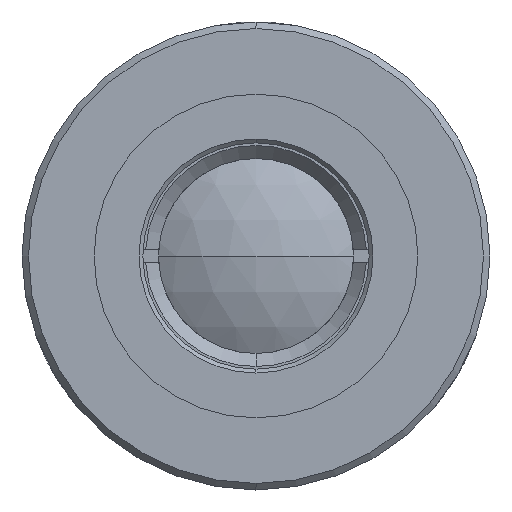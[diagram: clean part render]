
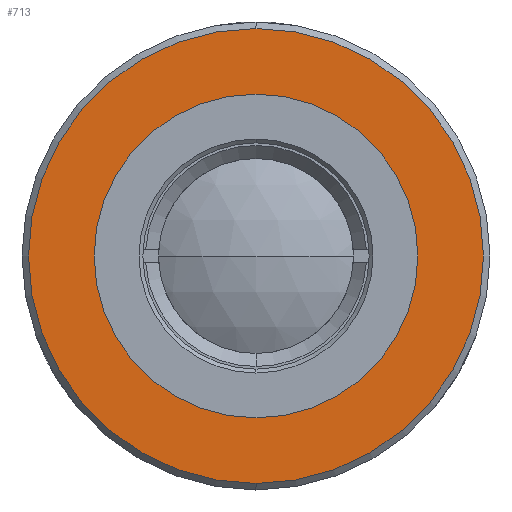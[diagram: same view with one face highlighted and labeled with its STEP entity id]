
A CAD part, left-side view. The second image highlights one B-rep face of the part: STEP entity #713.
In plain terms, the highlighted planar face has unit normal (-1, 0, 0).
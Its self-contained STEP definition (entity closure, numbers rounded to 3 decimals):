
#74 = DIRECTION ( 'NONE',  ( 0., 0., -1. ) ) ;
#182 = ORIENTED_EDGE ( 'NONE', *, *, #1382, .F. ) ;
#228 = PLANE ( 'NONE',  #3200 ) ;
#241 = DIRECTION ( 'NONE',  ( 0., 0., 1. ) ) ;
#311 = DIRECTION ( 'NONE',  ( -1., 0., 0. ) ) ;
#628 = CARTESIAN_POINT ( 'NONE',  ( -4.996, 0., 0. ) ) ;
#713 = ADVANCED_FACE ( 'NONE', ( #2716, #1265 ), #228, .F. ) ;
#753 = CARTESIAN_POINT ( 'NONE',  ( -4.996, 18., 0. ) ) ;
#761 = CARTESIAN_POINT ( 'NONE',  ( -4.996, 0., 0. ) ) ;
#806 = AXIS2_PLACEMENT_3D ( 'NONE', #831, #3050, #74 ) ;
#831 = CARTESIAN_POINT ( 'NONE',  ( -4.996, 0., 0. ) ) ;
#994 = VERTEX_POINT ( 'NONE', #2424 ) ;
#1006 = AXIS2_PLACEMENT_3D ( 'NONE', #2329, #2572, #1824 ) ;
#1009 = EDGE_LOOP ( 'NONE', ( #1536, #2352 ) ) ;
#1222 = DIRECTION ( 'NONE',  ( 0., 0., -1. ) ) ;
#1265 = FACE_BOUND ( 'NONE', #2694, .T. ) ;
#1319 = CARTESIAN_POINT ( 'NONE',  ( -4.996, 0., 17.5 ) ) ;
#1382 = EDGE_CURVE ( 'NONE', #2406, #2117, #2729, .T. ) ;
#1449 = EDGE_CURVE ( 'NONE', #2117, #2406, #3041, .T. ) ;
#1536 = ORIENTED_EDGE ( 'NONE', *, *, #2041, .T. ) ;
#1662 = CARTESIAN_POINT ( 'NONE',  ( -4.996, 0., 12.45 ) ) ;
#1698 = AXIS2_PLACEMENT_3D ( 'NONE', #761, #2479, #241 ) ;
#1824 = DIRECTION ( 'NONE',  ( 0., 0., 1. ) ) ;
#1889 = AXIS2_PLACEMENT_3D ( 'NONE', #628, #311, #2094 ) ;
#2041 = EDGE_CURVE ( 'NONE', #994, #3038, #3209, .T. ) ;
#2094 = DIRECTION ( 'NONE',  ( 0., 0., -1. ) ) ;
#2117 = VERTEX_POINT ( 'NONE', #2700 ) ;
#2273 = DIRECTION ( 'NONE',  ( 1., 0., 0. ) ) ;
#2285 = EDGE_CURVE ( 'NONE', #3038, #994, #3194, .T. ) ;
#2329 = CARTESIAN_POINT ( 'NONE',  ( -4.996, 0., 0. ) ) ;
#2352 = ORIENTED_EDGE ( 'NONE', *, *, #2285, .T. ) ;
#2406 = VERTEX_POINT ( 'NONE', #1662 ) ;
#2424 = CARTESIAN_POINT ( 'NONE',  ( -4.996, 0., -17.5 ) ) ;
#2479 = DIRECTION ( 'NONE',  ( -1., 0., 0. ) ) ;
#2572 = DIRECTION ( 'NONE',  ( -1., 0., 0. ) ) ;
#2694 = EDGE_LOOP ( 'NONE', ( #182, #2886 ) ) ;
#2700 = CARTESIAN_POINT ( 'NONE',  ( -4.996, 0., -12.45 ) ) ;
#2716 = FACE_OUTER_BOUND ( 'NONE', #1009, .T. ) ;
#2729 = CIRCLE ( 'NONE', #1698, 12.45 ) ;
#2886 = ORIENTED_EDGE ( 'NONE', *, *, #1449, .F. ) ;
#3038 = VERTEX_POINT ( 'NONE', #1319 ) ;
#3041 = CIRCLE ( 'NONE', #1006, 12.45 ) ;
#3050 = DIRECTION ( 'NONE',  ( -1., 0., 0. ) ) ;
#3194 = CIRCLE ( 'NONE', #1889, 17.5 ) ;
#3200 = AXIS2_PLACEMENT_3D ( 'NONE', #753, #2273, #1222 ) ;
#3209 = CIRCLE ( 'NONE', #806, 17.5 ) ;
